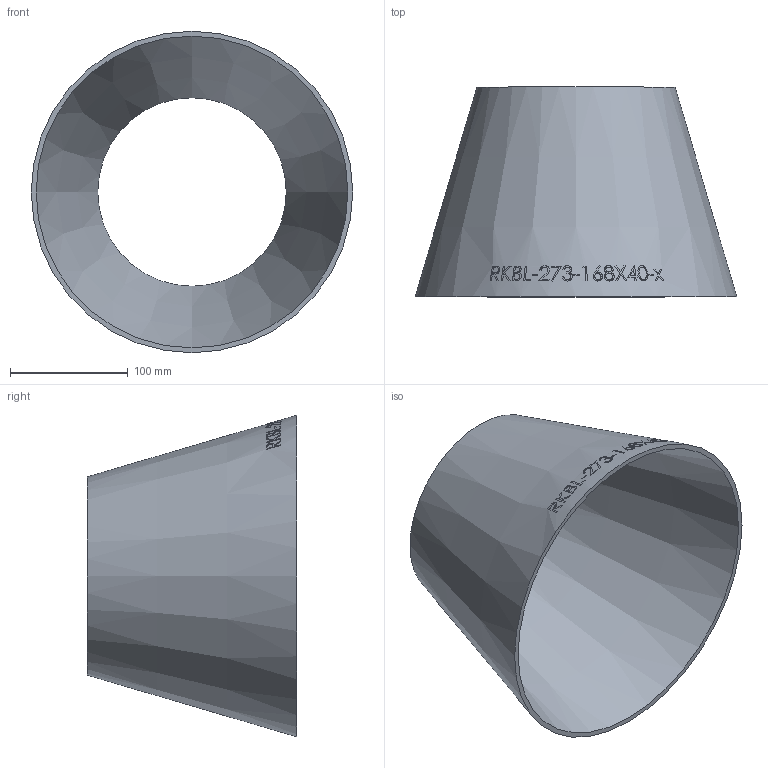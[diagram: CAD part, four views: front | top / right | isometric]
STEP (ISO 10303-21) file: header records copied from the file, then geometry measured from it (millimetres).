
FILE_DESCRIPTION (( 'STEP AP214' ), '1' );
FILE_NAME ('RK-273-168X40-x Reduzierung aus Blech 2006.STEP', '2020-06-03T09:36:05', ( '' ), ( '' ), 'SwSTEP 2.0', 'SolidWorks 2019', '' );
FILE_SCHEMA (( 'AUTOMOTIVE_DESIGN' ));
Length unit declared in the file: millimetre
Products named in the file (1): RK-273-168X40-x Reduzierung aus Blech 2006
Bounding box: 273 x 178 x 273 mm (x, y, z)
Volume: 504195 mm3; surface area: 258053.9 mm2
Topology: 1 solids, 1 shells, 208 faces, 543 edges, 362 vertices
Faces by surface type: bspline 179, cone 27, plane 2
Entity records: 31350 total; most frequent: CARTESIAN_POINT 25638, ORIENTED_EDGE 1082, EDGE_CURVE 541, B_SPLINE_CURVE_WITH_KNOTS 537, VERTEX_POINT 362, EDGE_LOOP 237, FACE_OUTER_BOUND 208, ADVANCED_FACE 208
